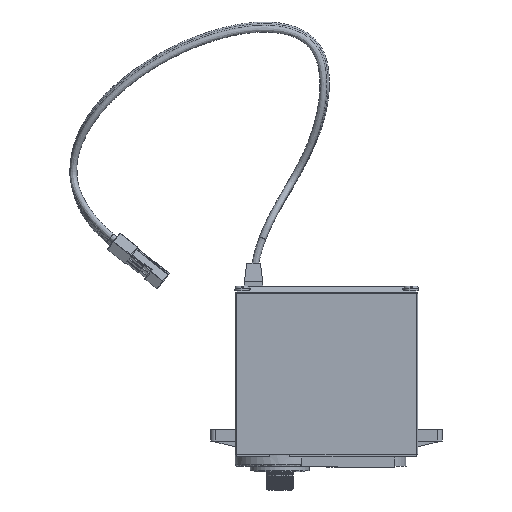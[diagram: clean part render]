
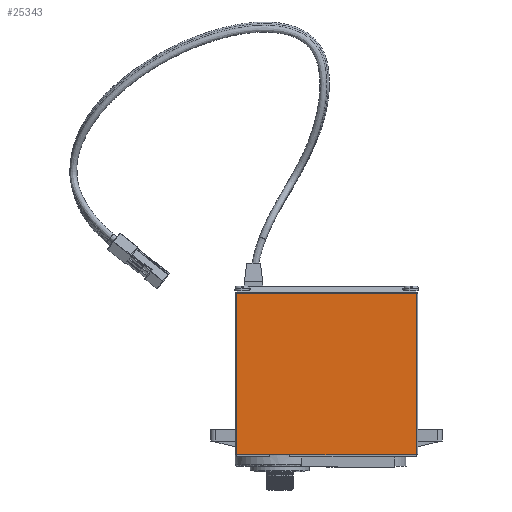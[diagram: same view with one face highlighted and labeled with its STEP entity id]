
A CAD part, left-side view. The second image highlights one B-rep face of the part: STEP entity #25343.
In plain terms, the highlighted planar face has unit normal (-1, 0, 0).
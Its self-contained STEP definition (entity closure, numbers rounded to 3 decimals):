
#43 = LINE ( 'NONE', #11803, #7204 ) ;
#111 = CARTESIAN_POINT ( 'NONE',  ( -9.75, -14.833, 35.396 ) ) ;
#528 = DIRECTION ( 'NONE',  ( 1., 0., 0. ) ) ;
#2159 = B_SPLINE_CURVE_WITH_KNOTS ( 'NONE', 3,
 ( #10061, #19834, #3921, #19661, #7870, #23897, #25722, #111, #21745, #21659, #23725, #11889, #13892 ),
 .UNSPECIFIED., .F., .F.,
 ( 4, 3, 3, 3, 4 ),
 ( 0., 0.001, 0.002, 0.01, 0.04 ),
 .UNSPECIFIED. ) ;
#2810 = ORIENTED_EDGE ( 'NONE', *, *, #10552, .T. ) ;
#2813 = ORIENTED_EDGE ( 'NONE', *, *, #18835, .T. ) ;
#2919 = ORIENTED_EDGE ( 'NONE', *, *, #4388, .T. ) ;
#3411 = CARTESIAN_POINT ( 'NONE',  ( -9.75, 20., 0. ) ) ;
#3616 = VERTEX_POINT ( 'NONE', #14509 ) ;
#3854 = DIRECTION ( 'NONE',  ( 0., 0., 1. ) ) ;
#3921 = CARTESIAN_POINT ( 'NONE',  ( -9.75, -19.583, 35.396 ) ) ;
#3950 = CARTESIAN_POINT ( 'NONE',  ( -9.75, 19.75, 37. ) ) ;
#4329 = ORIENTED_EDGE ( 'NONE', *, *, #17442, .T. ) ;
#4388 = EDGE_CURVE ( 'NONE', #18361, #5293, #2159, .T. ) ;
#5148 = VECTOR ( 'NONE', #3854, 1000. ) ;
#5293 = VERTEX_POINT ( 'NONE', #24294 ) ;
#6131 = VECTOR ( 'NONE', #7281, 1000. ) ;
#6343 = PLANE ( 'NONE',  #21279 ) ;
#6737 = LINE ( 'NONE', #3950, #6131 ) ;
#7052 = CARTESIAN_POINT ( 'NONE',  ( -9.75, 19.75, 0. ) ) ;
#7204 = VECTOR ( 'NONE', #25631, 1000. ) ;
#7281 = DIRECTION ( 'NONE',  ( 0., 0., -1. ) ) ;
#7870 = CARTESIAN_POINT ( 'NONE',  ( -9.75, -18.833, 35.396 ) ) ;
#9184 = VECTOR ( 'NONE', #17569, 1000. ) ;
#9194 = ORIENTED_EDGE ( 'NONE', *, *, #14166, .T. ) ;
#10061 = CARTESIAN_POINT ( 'NONE',  ( -9.75, -19.75, 35.396 ) ) ;
#10552 = EDGE_CURVE ( 'NONE', #23738, #3616, #20334, .T. ) ;
#11468 = FACE_OUTER_BOUND ( 'NONE', #18856, .T. ) ;
#11803 = CARTESIAN_POINT ( 'NONE',  ( -9.75, 20., 0. ) ) ;
#11830 = CARTESIAN_POINT ( 'NONE',  ( -9.75, -19.75, 37. ) ) ;
#11889 = CARTESIAN_POINT ( 'NONE',  ( -9.75, 10., 35.396 ) ) ;
#12475 = CARTESIAN_POINT ( 'NONE',  ( -9.75, 20., 37. ) ) ;
#13892 = CARTESIAN_POINT ( 'NONE',  ( -9.75, 19.75, 35.396 ) ) ;
#14166 = EDGE_CURVE ( 'NONE', #3616, #18361, #18532, .T. ) ;
#14509 = CARTESIAN_POINT ( 'NONE',  ( -9.75, -19.75, 0. ) ) ;
#15921 = VERTEX_POINT ( 'NONE', #7052 ) ;
#16841 = DIRECTION ( 'NONE',  ( 0., 0., -1. ) ) ;
#17442 = EDGE_CURVE ( 'NONE', #15921, #23738, #43, .T. ) ;
#17569 = DIRECTION ( 'NONE',  ( 0., -1., 0. ) ) ;
#17886 = CARTESIAN_POINT ( 'NONE',  ( -9.75, -19.75, 35.396 ) ) ;
#18361 = VERTEX_POINT ( 'NONE', #17886 ) ;
#18532 = LINE ( 'NONE', #11830, #5148 ) ;
#18835 = EDGE_CURVE ( 'NONE', #5293, #15921, #6737, .T. ) ;
#18856 = EDGE_LOOP ( 'NONE', ( #2810, #9194, #2919, #2813, #4329 ) ) ;
#19661 = CARTESIAN_POINT ( 'NONE',  ( -9.75, -19.5, 35.396 ) ) ;
#19834 = CARTESIAN_POINT ( 'NONE',  ( -9.75, -19.667, 35.396 ) ) ;
#20334 = LINE ( 'NONE', #3411, #9184 ) ;
#21279 = AXIS2_PLACEMENT_3D ( 'NONE', #12475, #528, #16841 ) ;
#21659 = CARTESIAN_POINT ( 'NONE',  ( -9.75, -9.5, 35.396 ) ) ;
#21745 = CARTESIAN_POINT ( 'NONE',  ( -9.75, -12.167, 35.396 ) ) ;
#23725 = CARTESIAN_POINT ( 'NONE',  ( -9.75, 0.25, 35.396 ) ) ;
#23738 = VERTEX_POINT ( 'NONE', #25162 ) ;
#23897 = CARTESIAN_POINT ( 'NONE',  ( -9.75, -18.167, 35.396 ) ) ;
#24294 = CARTESIAN_POINT ( 'NONE',  ( -9.75, 19.75, 35.396 ) ) ;
#25162 = CARTESIAN_POINT ( 'NONE',  ( -9.75, 10.25, 0. ) ) ;
#25343 = ADVANCED_FACE ( 'NONE', ( #11468 ), #6343, .F. ) ;
#25631 = DIRECTION ( 'NONE',  ( 0., -1., 0. ) ) ;
#25722 = CARTESIAN_POINT ( 'NONE',  ( -9.75, -17.5, 35.396 ) ) ;
